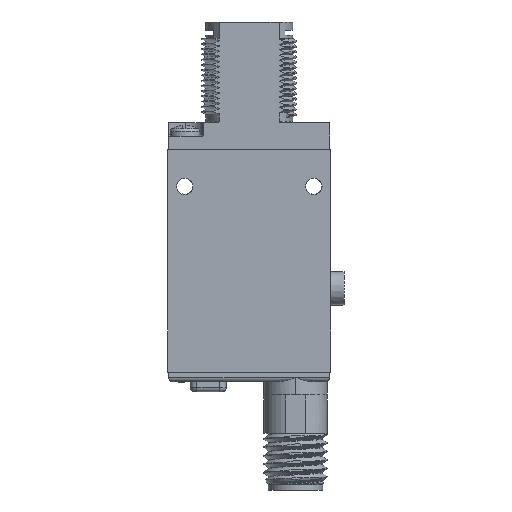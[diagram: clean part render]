
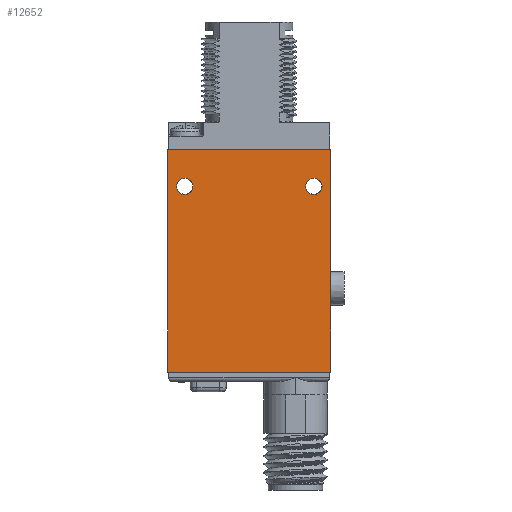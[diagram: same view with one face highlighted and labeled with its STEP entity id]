
A CAD part, left-side view. The second image highlights one B-rep face of the part: STEP entity #12652.
In plain terms, the highlighted planar face has unit normal (-1, 0, 0).
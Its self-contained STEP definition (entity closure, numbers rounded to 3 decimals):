
#1=DIRECTION('',(0.,0.,-1.));
#2=VECTOR('',#1,42.164);
#3=CARTESIAN_POINT('',(-6.02,0.,0.));
#4=LINE('',#3,#2);
#5=DIRECTION('',(0.,1.,0.));
#6=VECTOR('',#5,30.785);
#7=CARTESIAN_POINT('',(-6.02,0.,-42.164));
#8=LINE('',#7,#6);
#9=DIRECTION('',(0.,0.,1.));
#10=VECTOR('',#9,42.164);
#11=CARTESIAN_POINT('',(-6.02,30.785,-42.164));
#12=LINE('',#11,#10);
#13=DIRECTION('',(0.,-1.,0.));
#14=VECTOR('',#13,30.785);
#15=CARTESIAN_POINT('',(-6.02,30.785,0.));
#16=LINE('',#15,#14);
#17=CARTESIAN_POINT('',(-6.02,27.61,-6.985));
#18=DIRECTION('',(1.,0.,0.));
#19=DIRECTION('',(0.,0.,-1.));
#20=AXIS2_PLACEMENT_3D('',#17,#18,#19);
#22=CARTESIAN_POINT('',(-6.02,27.61,-6.985));
#23=DIRECTION('',(1.,0.,0.));
#24=DIRECTION('',(0.,0.,1.));
#25=AXIS2_PLACEMENT_3D('',#22,#23,#24);
#27=CARTESIAN_POINT('',(-6.02,3.175,-6.985));
#28=DIRECTION('',(1.,0.,0.));
#29=DIRECTION('',(0.,0.,-1.));
#30=AXIS2_PLACEMENT_3D('',#27,#28,#29);
#32=CARTESIAN_POINT('',(-6.02,3.175,-6.985));
#33=DIRECTION('',(1.,0.,0.));
#34=DIRECTION('',(0.,0.,1.));
#35=AXIS2_PLACEMENT_3D('',#32,#33,#34);
#11263=CARTESIAN_POINT('',(-6.02,0.,0.));
#11264=CARTESIAN_POINT('',(-6.02,0.,-42.164));
#11265=VERTEX_POINT('',#11263);
#11266=VERTEX_POINT('',#11264);
#11267=CARTESIAN_POINT('',(-6.02,30.785,-42.164));
#11268=VERTEX_POINT('',#11267);
#11269=CARTESIAN_POINT('',(-6.02,30.785,0.));
#11270=VERTEX_POINT('',#11269);
#11279=CARTESIAN_POINT('',(-6.02,27.61,-8.535));
#11280=CARTESIAN_POINT('',(-6.02,27.61,-5.435));
#11281=VERTEX_POINT('',#11279);
#11282=VERTEX_POINT('',#11280);
#11283=CARTESIAN_POINT('',(-6.02,3.175,-8.535));
#11284=CARTESIAN_POINT('',(-6.02,3.175,-5.435));
#11285=VERTEX_POINT('',#11283);
#11286=VERTEX_POINT('',#11284);
#12625=CARTESIAN_POINT('',(-6.02,0.,0.));
#12626=DIRECTION('',(1.,0.,0.));
#12627=DIRECTION('',(0.,0.,-1.));
#12628=AXIS2_PLACEMENT_3D('',#12625,#12626,#12627);
#12629=PLANE('',#12628);
#12631=ORIENTED_EDGE('',*,*,#12630,.T.);
#12633=ORIENTED_EDGE('',*,*,#12632,.T.);
#12635=ORIENTED_EDGE('',*,*,#12634,.T.);
#12637=ORIENTED_EDGE('',*,*,#12636,.T.);
#12638=EDGE_LOOP('',(#12631,#12633,#12635,#12637));
#12639=FACE_OUTER_BOUND('',#12638,.F.);
#12641=ORIENTED_EDGE('',*,*,#12640,.F.);
#12643=ORIENTED_EDGE('',*,*,#12642,.F.);
#12644=EDGE_LOOP('',(#12641,#12643));
#12645=FACE_BOUND('',#12644,.F.);
#12647=ORIENTED_EDGE('',*,*,#12646,.F.);
#12649=ORIENTED_EDGE('',*,*,#12648,.F.);
#12650=EDGE_LOOP('',(#12647,#12649));
#12651=FACE_BOUND('',#12650,.F.);
#12652=ADVANCED_FACE('',(#12639,#12645,#12651),#12629,.F.);
#21=CIRCLE('',#20,1.55);
#26=CIRCLE('',#25,1.55);
#31=CIRCLE('',#30,1.55);
#36=CIRCLE('',#35,1.55);
#12630=EDGE_CURVE('',#11265,#11266,#4,.T.);
#12632=EDGE_CURVE('',#11266,#11268,#8,.T.);
#12634=EDGE_CURVE('',#11268,#11270,#12,.T.);
#12636=EDGE_CURVE('',#11270,#11265,#16,.T.);
#12640=EDGE_CURVE('',#11281,#11282,#21,.T.);
#12642=EDGE_CURVE('',#11282,#11281,#26,.T.);
#12646=EDGE_CURVE('',#11285,#11286,#31,.T.);
#12648=EDGE_CURVE('',#11286,#11285,#36,.T.);
